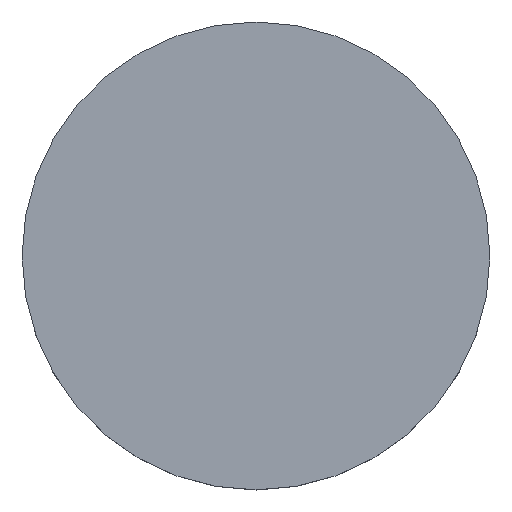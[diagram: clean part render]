
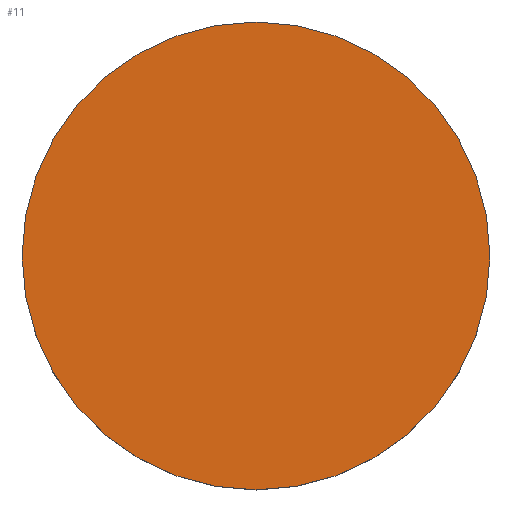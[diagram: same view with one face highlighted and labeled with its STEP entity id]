
A CAD part, top view. The second image highlights one B-rep face of the part: STEP entity #11.
In plain terms, the highlighted planar face has unit normal (0, 0, 1).
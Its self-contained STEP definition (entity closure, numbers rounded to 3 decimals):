
#7 = EDGE_CURVE ( 'NONE', #83, #37, #105, .T. ) ;
#9 = FACE_OUTER_BOUND ( 'NONE', #113, .T. ) ;
#11 = ADVANCED_FACE ( 'NONE', ( #9 ), #102, .T. ) ;
#14 = CARTESIAN_POINT ( 'NONE',  ( 0., 0., 3.8 ) ) ;
#17 = ORIENTED_EDGE ( 'NONE', *, *, #201, .F. ) ;
#37 = VERTEX_POINT ( 'NONE', #122 ) ;
#70 = DIRECTION ( 'NONE',  ( 0., 0., -1. ) ) ;
#73 = AXIS2_PLACEMENT_3D ( 'NONE', #14, #184, #127 ) ;
#83 = VERTEX_POINT ( 'NONE', #183 ) ;
#85 = DIRECTION ( 'NONE',  ( 1., 0., 0. ) ) ;
#102 = PLANE ( 'NONE',  #143 ) ;
#105 = CIRCLE ( 'NONE', #192, 12.7 ) ;
#113 = EDGE_LOOP ( 'NONE', ( #117, #17 ) ) ;
#117 = ORIENTED_EDGE ( 'NONE', *, *, #7, .F. ) ;
#121 = CARTESIAN_POINT ( 'NONE',  ( 0., 26.112, 3.8 ) ) ;
#122 = CARTESIAN_POINT ( 'NONE',  ( -12.7, 0., 3.8 ) ) ;
#127 = DIRECTION ( 'NONE',  ( 1., 0., 0. ) ) ;
#143 = AXIS2_PLACEMENT_3D ( 'NONE', #121, #199, #222 ) ;
#162 = CIRCLE ( 'NONE', #73, 12.7 ) ;
#180 = CARTESIAN_POINT ( 'NONE',  ( 0., 0., 3.8 ) ) ;
#183 = CARTESIAN_POINT ( 'NONE',  ( 12.7, 0., 3.8 ) ) ;
#184 = DIRECTION ( 'NONE',  ( 0., 0., -1. ) ) ;
#192 = AXIS2_PLACEMENT_3D ( 'NONE', #180, #70, #85 ) ;
#199 = DIRECTION ( 'NONE',  ( 0., 0., 1. ) ) ;
#201 = EDGE_CURVE ( 'NONE', #37, #83, #162, .T. ) ;
#222 = DIRECTION ( 'NONE',  ( 1., 0., 0. ) ) ;
